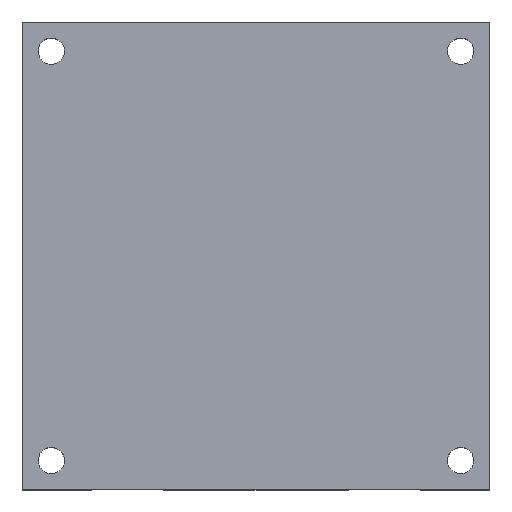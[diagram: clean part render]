
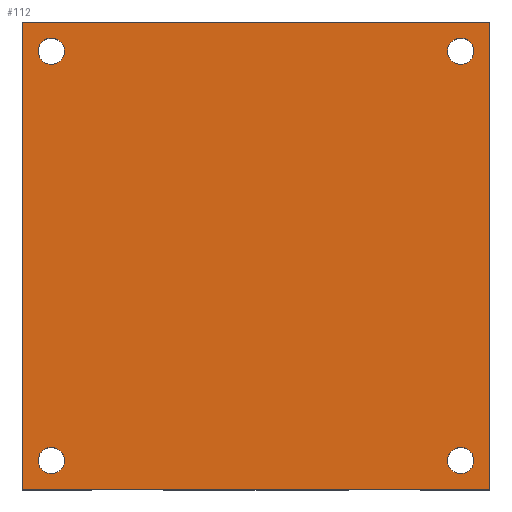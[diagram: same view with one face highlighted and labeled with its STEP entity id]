
A CAD part, top view. The second image highlights one B-rep face of the part: STEP entity #112.
In plain terms, the highlighted planar face has unit normal (0, 0, 1).
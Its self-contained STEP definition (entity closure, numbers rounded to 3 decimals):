
#112 = ADVANCED_FACE( '', ( #247, #248, #249, #250, #251 ), #252, .F. );
#247 = FACE_BOUND( '', #396, .T. );
#248 = FACE_BOUND( '', #397, .T. );
#249 = FACE_OUTER_BOUND( '', #398, .T. );
#250 = FACE_BOUND( '', #399, .T. );
#251 = FACE_BOUND( '', #400, .T. );
#252 = PLANE( '', #401 );
#396 = EDGE_LOOP( '', ( #648 ) );
#397 = EDGE_LOOP( '', ( #649 ) );
#398 = EDGE_LOOP( '', ( #650, #651, #652, #653 ) );
#399 = EDGE_LOOP( '', ( #654 ) );
#400 = EDGE_LOOP( '', ( #655 ) );
#401 = AXIS2_PLACEMENT_3D( '', #656, #657, #658 );
#648 = ORIENTED_EDGE( '', *, *, #853, .F. );
#649 = ORIENTED_EDGE( '', *, *, #859, .T. );
#650 = ORIENTED_EDGE( '', *, *, #860, .F. );
#651 = ORIENTED_EDGE( '', *, *, #824, .F. );
#652 = ORIENTED_EDGE( '', *, *, #786, .F. );
#653 = ORIENTED_EDGE( '', *, *, #810, .F. );
#654 = ORIENTED_EDGE( '', *, *, #861, .F. );
#655 = ORIENTED_EDGE( '', *, *, #815, .T. );
#656 = CARTESIAN_POINT( '', ( -80., 80., 25.5 ) );
#657 = DIRECTION( '', ( 0., 0., -1. ) );
#658 = DIRECTION( '', ( -1., 0., 0. ) );
#786 = EDGE_CURVE( '', #922, #924, #925, .T. );
#810 = EDGE_CURVE( '', #963, #922, #965, .T. );
#815 = EDGE_CURVE( '', #972, #972, #973, .T. );
#824 = EDGE_CURVE( '', #924, #986, #987, .T. );
#853 = EDGE_CURVE( '', #1028, #1028, #1029, .T. );
#859 = EDGE_CURVE( '', #1037, #1037, #1038, .T. );
#860 = EDGE_CURVE( '', #986, #963, #1039, .T. );
#861 = EDGE_CURVE( '', #1040, #1040, #1041, .T. );
#922 = VERTEX_POINT( '', #1174 );
#924 = VERTEX_POINT( '', #1177 );
#925 = LINE( '', #1178, #1179 );
#963 = VERTEX_POINT( '', #1229 );
#965 = LINE( '', #1232, #1233 );
#972 = VERTEX_POINT( '', #1242 );
#973 = CIRCLE( '', #1243, 4.5 );
#986 = VERTEX_POINT( '', #1319 );
#987 = LINE( '', #1320, #1321 );
#1028 = VERTEX_POINT( '', #1373 );
#1029 = CIRCLE( '', #1374, 4.5 );
#1037 = VERTEX_POINT( '', #1382 );
#1038 = CIRCLE( '', #1383, 4.5 );
#1039 = LINE( '', #1384, #1385 );
#1040 = VERTEX_POINT( '', #1386 );
#1041 = CIRCLE( '', #1387, 4.5 );
#1174 = CARTESIAN_POINT( '', ( 80., 80., 25.5 ) );
#1177 = CARTESIAN_POINT( '', ( 80., -80., 25.5 ) );
#1178 = CARTESIAN_POINT( '', ( 80., 80., 25.5 ) );
#1179 = VECTOR( '', #1447, 1000. );
#1229 = CARTESIAN_POINT( '', ( -80., 80., 25.5 ) );
#1232 = CARTESIAN_POINT( '', ( -80., 80., 25.5 ) );
#1233 = VECTOR( '', #1479, 1000. );
#1242 = CARTESIAN_POINT( '', ( -70., 74.5, 25.5 ) );
#1243 = AXIS2_PLACEMENT_3D( '', #1485, #1486, #1487 );
#1319 = CARTESIAN_POINT( '', ( -80., -80., 25.5 ) );
#1320 = CARTESIAN_POINT( '', ( 80., -80., 25.5 ) );
#1321 = VECTOR( '', #1496, 1000. );
#1373 = CARTESIAN_POINT( '', ( 70., 74.5, 25.5 ) );
#1374 = AXIS2_PLACEMENT_3D( '', #1532, #1533, #1534 );
#1382 = CARTESIAN_POINT( '', ( 70., -65.5, 25.5 ) );
#1383 = AXIS2_PLACEMENT_3D( '', #1541, #1542, #1543 );
#1384 = CARTESIAN_POINT( '', ( -80., -80., 25.5 ) );
#1385 = VECTOR( '', #1544, 1000. );
#1386 = CARTESIAN_POINT( '', ( -70., -65.5, 25.5 ) );
#1387 = AXIS2_PLACEMENT_3D( '', #1545, #1546, #1547 );
#1447 = DIRECTION( '', ( 0., -1., 0. ) );
#1479 = DIRECTION( '', ( 1., 0., 0. ) );
#1485 = CARTESIAN_POINT( '', ( -70., 70., 25.5 ) );
#1486 = DIRECTION( '', ( 0., 0., -1. ) );
#1487 = DIRECTION( '', ( 0., 1., 0. ) );
#1496 = DIRECTION( '', ( -1., 0., 0. ) );
#1532 = CARTESIAN_POINT( '', ( 70., 70., 25.5 ) );
#1533 = DIRECTION( '', ( 0., 0., 1. ) );
#1534 = DIRECTION( '', ( 0., 1., 0. ) );
#1541 = CARTESIAN_POINT( '', ( 70., -70., 25.5 ) );
#1542 = DIRECTION( '', ( 0., 0., -1. ) );
#1543 = DIRECTION( '', ( 0., 1., 0. ) );
#1544 = DIRECTION( '', ( 0., 1., 0. ) );
#1545 = CARTESIAN_POINT( '', ( -70., -70., 25.5 ) );
#1546 = DIRECTION( '', ( 0., 0., 1. ) );
#1547 = DIRECTION( '', ( 0., 1., 0. ) );
